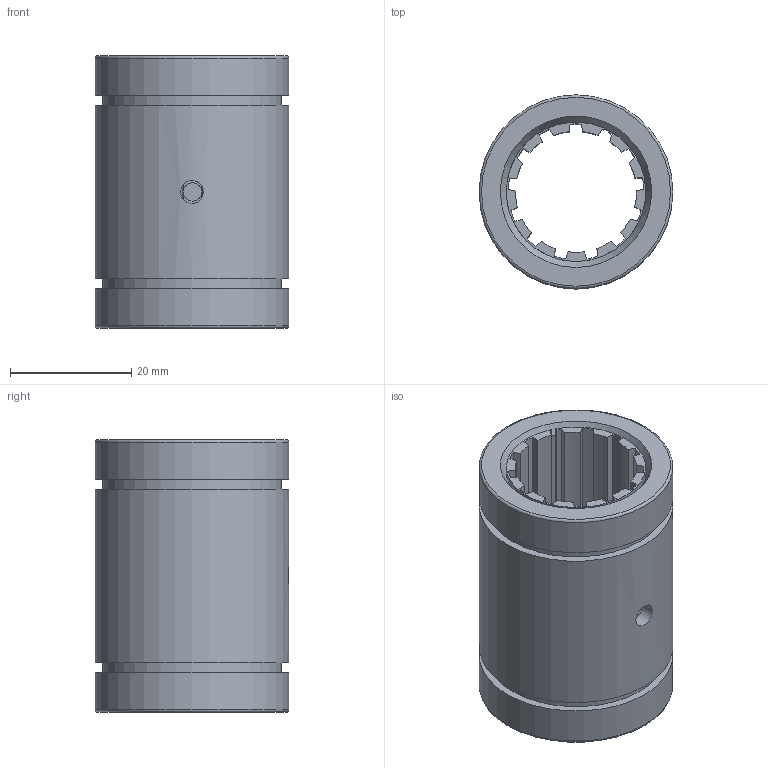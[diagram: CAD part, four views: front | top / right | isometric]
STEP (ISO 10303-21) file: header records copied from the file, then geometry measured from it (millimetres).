
FILE_DESCRIPTION((''),'2;1');
FILE_NAME('850002.ipt.stp','2010-09-05T11:46:27',(''),(''),'Autodesk Inventor 2010','Autodesk Inventor 2010','');
FILE_SCHEMA(('AUTOMOTIVE_DESIGN { 1 0 10303 214 1 1 1 1 }'));
Length unit declared in the file: millimetre
Products named in the file (1): 850002
Bounding box: 32 x 32 x 45 mm (x, y, z)
Volume: 19821 mm3; surface area: 16565.8 mm2
Topology: 2 solids, 2 shells, 147 faces, 368 edges, 244 vertices
Faces by surface type: plane 92, cylinder 51, torus 2, cone 2
Full cylindrical faces by diameter (mm): 3 x1, 3.8 x1, 23 x2, 25 x1, 29.5 x2, 32 x3
Entity records: 4627 total; most frequent: CARTESIAN_POINT 842, DIRECTION 774, ORIENTED_EDGE 706, EDGE_CURVE 353, AXIS2_PLACEMENT_3D 278, VERTEX_POINT 243, VECTOR 218, LINE 218
